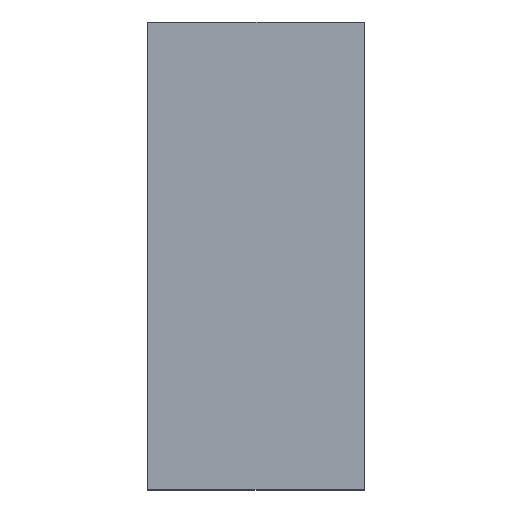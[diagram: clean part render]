
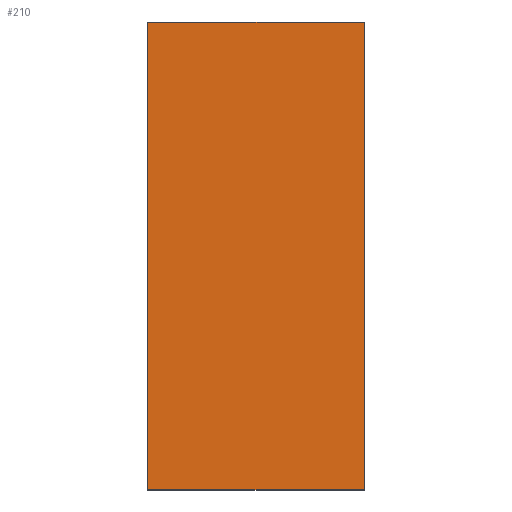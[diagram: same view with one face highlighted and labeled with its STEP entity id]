
A CAD part, top view. The second image highlights one B-rep face of the part: STEP entity #210.
In plain terms, the highlighted planar face has unit normal (0, 0, 1).
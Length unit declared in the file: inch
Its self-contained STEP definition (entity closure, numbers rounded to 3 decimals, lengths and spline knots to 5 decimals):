
#1 = DIRECTION ( 'NONE',  ( 1., 0., 0. ) ) ;
#7 = VERTEX_POINT ( 'NONE', #65 ) ;
#8 = VERTEX_POINT ( 'NONE', #78 ) ;
#9 = CARTESIAN_POINT ( 'NONE',  ( 25., 0., 0.75 ) ) ;
#11 = DIRECTION ( 'NONE',  ( 1., 0., 0. ) ) ;
#14 = EDGE_CURVE ( 'NONE', #29, #7, #64, .T. ) ;
#15 = CARTESIAN_POINT ( 'NONE',  ( 0., -54., 0.75 ) ) ;
#29 = VERTEX_POINT ( 'NONE', #9 ) ;
#33 = EDGE_CURVE ( 'NONE', #202, #29, #188, .T. ) ;
#38 = EDGE_CURVE ( 'NONE', #8, #202, #69, .T. ) ;
#43 = VECTOR ( 'NONE', #11, 39.37008 ) ;
#44 = ORIENTED_EDGE ( 'NONE', *, *, #14, .T. ) ;
#46 = CARTESIAN_POINT ( 'NONE',  ( 0., 0., 0.75 ) ) ;
#52 = EDGE_CURVE ( 'NONE', #7, #8, #126, .T. ) ;
#55 = DIRECTION ( 'NONE',  ( 0., 1., 0. ) ) ;
#63 = ORIENTED_EDGE ( 'NONE', *, *, #33, .T. ) ;
#64 = LINE ( 'NONE', #46, #105 ) ;
#65 = CARTESIAN_POINT ( 'NONE',  ( 0., 0., 0.75 ) ) ;
#69 = LINE ( 'NONE', #15, #43 ) ;
#71 = CARTESIAN_POINT ( 'NONE',  ( 0., 0., 0.75 ) ) ;
#78 = CARTESIAN_POINT ( 'NONE',  ( 0., -54., 0.75 ) ) ;
#89 = PLANE ( 'NONE',  #198 ) ;
#94 = CARTESIAN_POINT ( 'NONE',  ( 25., 0., 0.75 ) ) ;
#96 = VECTOR ( 'NONE', #55, 39.37008 ) ;
#105 = VECTOR ( 'NONE', #108, 39.37008 ) ;
#108 = DIRECTION ( 'NONE',  ( -1., 0., 0. ) ) ;
#119 = ORIENTED_EDGE ( 'NONE', *, *, #52, .T. ) ;
#124 = DIRECTION ( 'NONE',  ( 0., -1., 0. ) ) ;
#126 = LINE ( 'NONE', #71, #209 ) ;
#147 = CARTESIAN_POINT ( 'NONE',  ( 25., -54., 0.75 ) ) ;
#152 = EDGE_LOOP ( 'NONE', ( #119, #199, #63, #44 ) ) ;
#162 = CARTESIAN_POINT ( 'NONE',  ( 0., 0., 0.75 ) ) ;
#183 = FACE_OUTER_BOUND ( 'NONE', #152, .T. ) ;
#188 = LINE ( 'NONE', #94, #96 ) ;
#193 = DIRECTION ( 'NONE',  ( 0., 0., 1. ) ) ;
#198 = AXIS2_PLACEMENT_3D ( 'NONE', #162, #193, #1 ) ;
#199 = ORIENTED_EDGE ( 'NONE', *, *, #38, .T. ) ;
#202 = VERTEX_POINT ( 'NONE', #147 ) ;
#209 = VECTOR ( 'NONE', #124, 39.37008 ) ;
#210 = ADVANCED_FACE ( 'NONE', ( #183 ), #89, .T. ) ;
